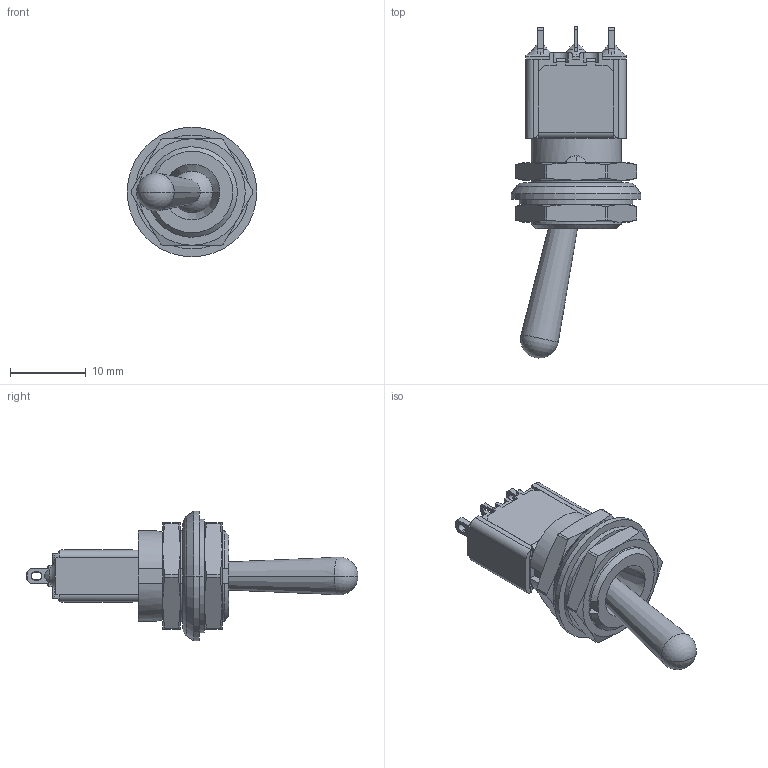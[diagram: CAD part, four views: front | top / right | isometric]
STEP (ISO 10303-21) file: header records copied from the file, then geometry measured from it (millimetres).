
FILE_DESCRIPTION((''),'2;1');
FILE_NAME('5636MAKB','2009-01-20T',('snouilhan'),(''),'PRO/ENGINEER BY PARAMETRIC TECHNOLOGY CORPORATION, 2008310','PRO/ENGINEER BY PARAMETRIC TECHNOLOGY CORPORATION, 2008310','');
FILE_SCHEMA(('CONFIG_CONTROL_DESIGN'));
Length unit declared in the file: millimetre
Products named in the file (1): 5636MAKB
Bounding box: 17.05 x 43.69 x 17.05 mm (x, y, z)
Volume: 2405.2 mm3; surface area: 3605.8 mm2
Topology: 2 solids, 2 shells, 576 faces, 1622 edges, 1017 vertices
Faces by surface type: plane 345, cylinder 138, cone 45, torus 18, sphere 16, bspline 14
Entity records: 20502 total; most frequent: CARTESIAN_POINT 5778, ORIENTED_EDGE 3232, DIRECTION 2893, EDGE_CURVE 1616, VERTEX_POINT 1017, VECTOR 1007, LINE 1007, AXIS2_PLACEMENT_3D 943
